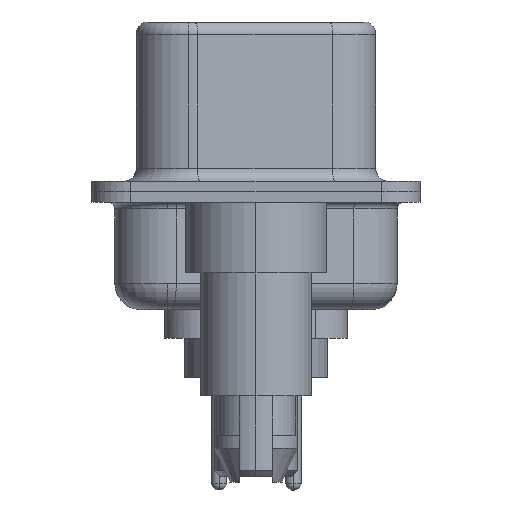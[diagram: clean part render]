
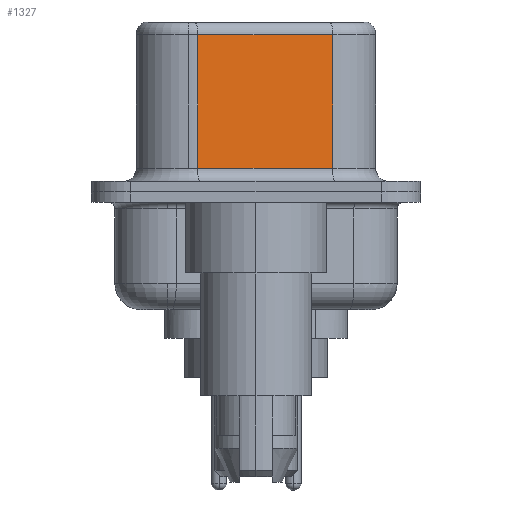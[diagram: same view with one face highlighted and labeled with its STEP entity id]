
A CAD part, left-side view. The second image highlights one B-rep face of the part: STEP entity #1327.
In plain terms, the highlighted planar face has unit normal (-0.985, -0.174, 0).
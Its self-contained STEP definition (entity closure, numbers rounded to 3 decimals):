
#87 = DIRECTION ( 'NONE',  ( -0.174, 0.985, 0. ) ) ;
#1090 = ORIENTED_EDGE ( 'NONE', *, *, #6520, .T. ) ;
#1252 = EDGE_LOOP ( 'NONE', ( #2707, #1090, #8243, #9266 ) ) ;
#1327 = ADVANCED_FACE ( 'NONE', ( #4399 ), #12251, .F. ) ;
#2319 = EDGE_CURVE ( 'NONE', #15552, #8470, #15793, .T. ) ;
#2680 = CARTESIAN_POINT ( 'NONE',  ( 4.585, -2.927, 6.02 ) ) ;
#2707 = ORIENTED_EDGE ( 'NONE', *, *, #13725, .F. ) ;
#4087 = DIRECTION ( 'NONE',  ( 0., 0., -1. ) ) ;
#4305 = CARTESIAN_POINT ( 'NONE',  ( 4.585, -2.927, 6.52 ) ) ;
#4399 = FACE_OUTER_BOUND ( 'NONE', #1252, .T. ) ;
#4521 = VERTEX_POINT ( 'NONE', #2680 ) ;
#5529 = VECTOR ( 'NONE', #18672, 1000. ) ;
#6520 = EDGE_CURVE ( 'NONE', #4521, #15783, #13418, .T. ) ;
#8243 = ORIENTED_EDGE ( 'NONE', *, *, #12808, .T. ) ;
#8395 = CARTESIAN_POINT ( 'NONE',  ( 4.585, -2.927, 0.9 ) ) ;
#8470 = VERTEX_POINT ( 'NONE', #8395 ) ;
#8597 = LINE ( 'NONE', #10012, #16037 ) ;
#9266 = ORIENTED_EDGE ( 'NONE', *, *, #2319, .T. ) ;
#10012 = CARTESIAN_POINT ( 'NONE',  ( 3.675, 2.233, 6.52 ) ) ;
#10254 = DIRECTION ( 'NONE',  ( 0.174, -0.985, 0. ) ) ;
#10407 = CARTESIAN_POINT ( 'NONE',  ( 3.675, 2.233, 6.02 ) ) ;
#11401 = LINE ( 'NONE', #13967, #13905 ) ;
#12251 = PLANE ( 'NONE',  #15686 ) ;
#12808 = EDGE_CURVE ( 'NONE', #15783, #15552, #8597, .T. ) ;
#13418 = LINE ( 'NONE', #16177, #5529 ) ;
#13725 = EDGE_CURVE ( 'NONE', #4521, #8470, #11401, .T. ) ;
#13905 = VECTOR ( 'NONE', #15463, 1000. ) ;
#13967 = CARTESIAN_POINT ( 'NONE',  ( 4.585, -2.927, 6.52 ) ) ;
#14298 = CARTESIAN_POINT ( 'NONE',  ( 3.675, 2.233, 0.9 ) ) ;
#14305 = DIRECTION ( 'NONE',  ( 0.985, 0.174, 0. ) ) ;
#15463 = DIRECTION ( 'NONE',  ( 0., 0., -1. ) ) ;
#15552 = VERTEX_POINT ( 'NONE', #14298 ) ;
#15686 = AXIS2_PLACEMENT_3D ( 'NONE', #4305, #14305, #87 ) ;
#15783 = VERTEX_POINT ( 'NONE', #10407 ) ;
#15793 = LINE ( 'NONE', #18745, #18793 ) ;
#16037 = VECTOR ( 'NONE', #4087, 1000. ) ;
#16177 = CARTESIAN_POINT ( 'NONE',  ( 4.585, -2.927, 6.02 ) ) ;
#18672 = DIRECTION ( 'NONE',  ( -0.174, 0.985, 0. ) ) ;
#18745 = CARTESIAN_POINT ( 'NONE',  ( 4.585, -2.927, 0.9 ) ) ;
#18793 = VECTOR ( 'NONE', #10254, 1000. ) ;
